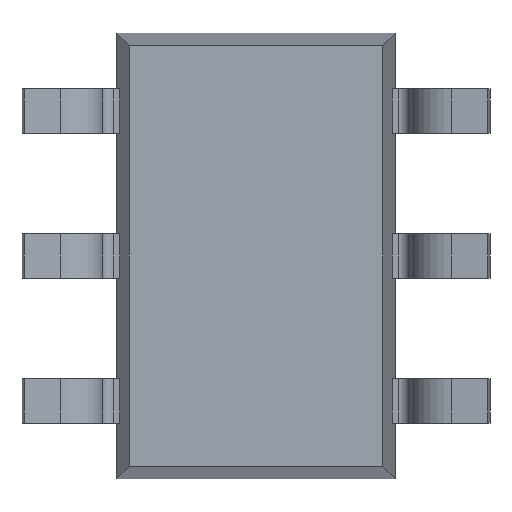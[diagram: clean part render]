
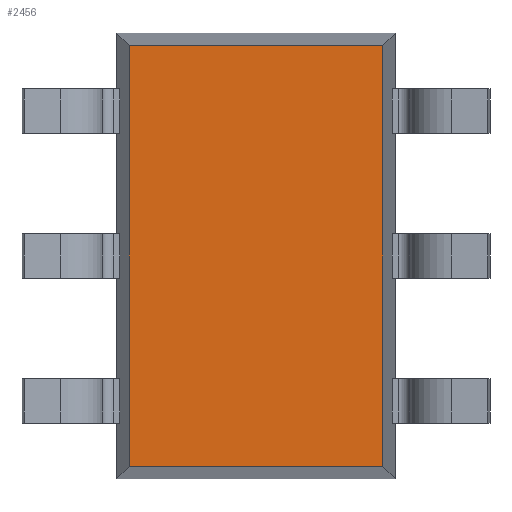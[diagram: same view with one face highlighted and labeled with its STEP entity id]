
A CAD part, front view. The second image highlights one B-rep face of the part: STEP entity #2456.
In plain terms, the highlighted planar face has unit normal (0, -1, 0).
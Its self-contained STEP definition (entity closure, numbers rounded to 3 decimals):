
#4 = ORIENTED_EDGE ( 'NONE', *, *, #2046, .T. ) ;
#19 = EDGE_CURVE ( 'NONE', #2916, #1669, #1117, .T. ) ;
#129 = VECTOR ( 'NONE', #3102, 1000. ) ;
#229 = CARTESIAN_POINT ( 'NONE',  ( 0.568, 0.1, -0.943 ) ) ;
#259 = VECTOR ( 'NONE', #2985, 1000. ) ;
#288 = LINE ( 'NONE', #2041, #259 ) ;
#439 = ORIENTED_EDGE ( 'NONE', *, *, #19, .T. ) ;
#461 = DIRECTION ( 'NONE',  ( 0., 1., 0. ) ) ;
#515 = CARTESIAN_POINT ( 'NONE',  ( 0., 0.1, 0. ) ) ;
#546 = LINE ( 'NONE', #1102, #1645 ) ;
#589 = AXIS2_PLACEMENT_3D ( 'NONE', #515, #461, #740 ) ;
#719 = LINE ( 'NONE', #1131, #2806 ) ;
#740 = DIRECTION ( 'NONE',  ( 0., 0., 1. ) ) ;
#797 = VERTEX_POINT ( 'NONE', #2587 ) ;
#1013 = EDGE_CURVE ( 'NONE', #1669, #2875, #288, .T. ) ;
#1102 = CARTESIAN_POINT ( 'NONE',  ( -0.625, 0.1, 0.943 ) ) ;
#1117 = LINE ( 'NONE', #2879, #129 ) ;
#1131 = CARTESIAN_POINT ( 'NONE',  ( -0.568, 0.1, -1. ) ) ;
#1443 = FACE_OUTER_BOUND ( 'NONE', #1663, .T. ) ;
#1609 = EDGE_CURVE ( 'NONE', #2875, #797, #546, .T. ) ;
#1644 = DIRECTION ( 'NONE',  ( -1., 0., 0. ) ) ;
#1645 = VECTOR ( 'NONE', #1644, 1000. ) ;
#1663 = EDGE_LOOP ( 'NONE', ( #4, #439, #2354, #1970 ) ) ;
#1669 = VERTEX_POINT ( 'NONE', #229 ) ;
#1679 = DIRECTION ( 'NONE',  ( 0., 0., -1. ) ) ;
#1970 = ORIENTED_EDGE ( 'NONE', *, *, #1609, .T. ) ;
#2041 = CARTESIAN_POINT ( 'NONE',  ( 0.568, 0.1, 1. ) ) ;
#2046 = EDGE_CURVE ( 'NONE', #797, #2916, #719, .T. ) ;
#2246 = CARTESIAN_POINT ( 'NONE',  ( -0.568, 0.1, -0.943 ) ) ;
#2266 = CARTESIAN_POINT ( 'NONE',  ( 0.568, 0.1, 0.943 ) ) ;
#2354 = ORIENTED_EDGE ( 'NONE', *, *, #1013, .T. ) ;
#2456 = ADVANCED_FACE ( 'NONE', ( #1443 ), #2607, .F. ) ;
#2587 = CARTESIAN_POINT ( 'NONE',  ( -0.568, 0.1, 0.943 ) ) ;
#2607 = PLANE ( 'NONE',  #589 ) ;
#2806 = VECTOR ( 'NONE', #1679, 1000. ) ;
#2875 = VERTEX_POINT ( 'NONE', #2266 ) ;
#2879 = CARTESIAN_POINT ( 'NONE',  ( 0.625, 0.1, -0.943 ) ) ;
#2916 = VERTEX_POINT ( 'NONE', #2246 ) ;
#2985 = DIRECTION ( 'NONE',  ( 0., 0., 1. ) ) ;
#3102 = DIRECTION ( 'NONE',  ( 1., 0., 0. ) ) ;
